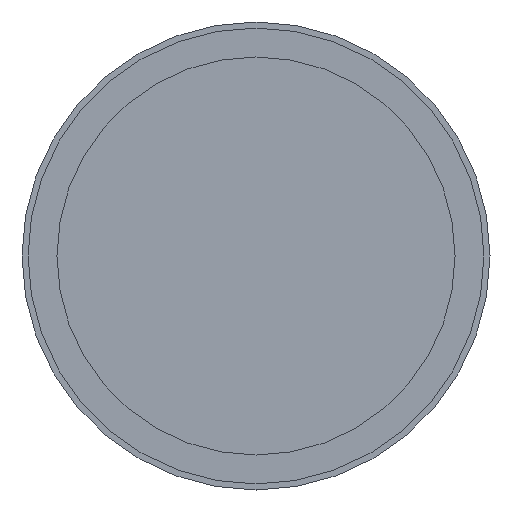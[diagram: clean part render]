
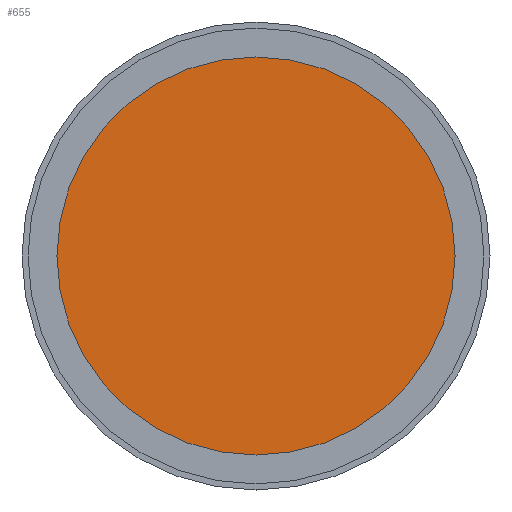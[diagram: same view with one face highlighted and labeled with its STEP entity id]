
A CAD part, left-side view. The second image highlights one B-rep face of the part: STEP entity #655.
In plain terms, the highlighted planar face has unit normal (-1, 0, 0).
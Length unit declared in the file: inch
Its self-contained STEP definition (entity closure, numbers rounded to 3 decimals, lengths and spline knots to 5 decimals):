
#368 = ORIENTED_EDGE ( 'NONE', *, *, #4437, .T. ) ;
#495 = VERTEX_POINT ( 'NONE', #4188 ) ;
#655 = ADVANCED_FACE ( 'NONE', ( #1922 ), #1042, .F. ) ;
#1042 = PLANE ( 'NONE',  #4920 ) ;
#1087 = DIRECTION ( 'NONE',  ( 1., 0., 0. ) ) ;
#1272 = DIRECTION ( 'NONE',  ( -1., 0., 0. ) ) ;
#1717 = AXIS2_PLACEMENT_3D ( 'NONE', #1721, #4823, #3298 ) ;
#1721 = CARTESIAN_POINT ( 'NONE',  ( -0.05866, 0., 0. ) ) ;
#1922 = FACE_OUTER_BOUND ( 'NONE', #3546, .T. ) ;
#2047 = CARTESIAN_POINT ( 'NONE',  ( -0.05866, 0., 0. ) ) ;
#2305 = CARTESIAN_POINT ( 'NONE',  ( -0.05866, 0., 0. ) ) ;
#3264 = CIRCLE ( 'NONE', #4399, 0.64961 ) ;
#3298 = DIRECTION ( 'NONE',  ( 0., 0., -1. ) ) ;
#3546 = EDGE_LOOP ( 'NONE', ( #4488, #368 ) ) ;
#3869 = EDGE_CURVE ( 'NONE', #4083, #495, #4902, .T. ) ;
#4083 = VERTEX_POINT ( 'NONE', #4986 ) ;
#4188 = CARTESIAN_POINT ( 'NONE',  ( -0.05866, 0., 0.64961 ) ) ;
#4344 = DIRECTION ( 'NONE',  ( 0., 0., -1. ) ) ;
#4399 = AXIS2_PLACEMENT_3D ( 'NONE', #2047, #1272, #4344 ) ;
#4437 = EDGE_CURVE ( 'NONE', #495, #4083, #3264, .T. ) ;
#4488 = ORIENTED_EDGE ( 'NONE', *, *, #3869, .T. ) ;
#4632 = DIRECTION ( 'NONE',  ( 0., 0., -1. ) ) ;
#4823 = DIRECTION ( 'NONE',  ( -1., 0., 0. ) ) ;
#4902 = CIRCLE ( 'NONE', #1717, 0.64961 ) ;
#4920 = AXIS2_PLACEMENT_3D ( 'NONE', #2305, #1087, #4632 ) ;
#4986 = CARTESIAN_POINT ( 'NONE',  ( -0.05866, 0., -0.64961 ) ) ;
